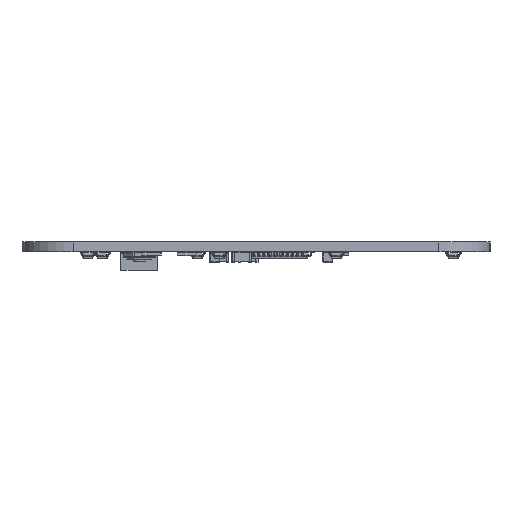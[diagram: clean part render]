
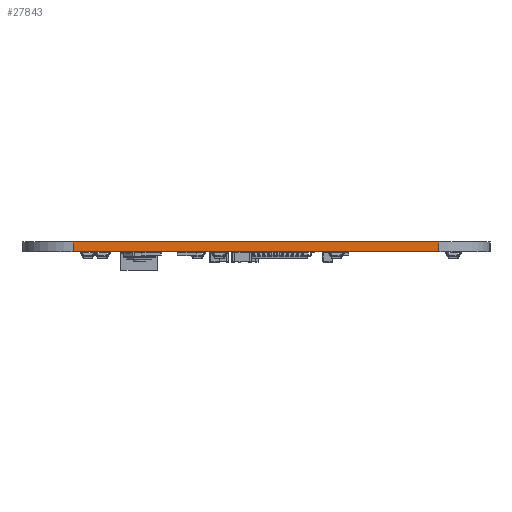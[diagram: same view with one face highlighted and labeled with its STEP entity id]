
A CAD part, left-side view. The second image highlights one B-rep face of the part: STEP entity #27843.
In plain terms, the highlighted planar face has unit normal (-1, 0, 0).
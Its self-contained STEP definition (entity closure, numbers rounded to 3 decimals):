
#4690=FACE_OUTER_BOUND('',#6633,.T.);
#6633=EDGE_LOOP('',(#24795,#24796,#24797,#24798));
#9273=LINE('',#46445,#11921);
#9276=LINE('',#47019,#11924);
#9280=LINE('',#47592,#11928);
#9281=LINE('',#47594,#11929);
#11921=VECTOR('',#36417,1.);
#11924=VECTOR('',#36990,1.);
#11928=VECTOR('',#37566,1.);
#11929=VECTOR('',#37569,1.);
#14058=VERTEX_POINT('',#46442);
#14059=VERTEX_POINT('',#46444);
#14344=VERTEX_POINT('',#47016);
#14345=VERTEX_POINT('',#47018);
#17537=EDGE_CURVE('',#14059,#14058,#9273,.T.);
#17824=EDGE_CURVE('',#14344,#14345,#9276,.T.);
#18111=EDGE_CURVE('',#14058,#14345,#9280,.T.);
#18112=EDGE_CURVE('',#14059,#14344,#9281,.T.);
#24795=ORIENTED_EDGE('',*,*,#18112,.F.);
#24796=ORIENTED_EDGE('',*,*,#17537,.T.);
#24797=ORIENTED_EDGE('',*,*,#18111,.T.);
#24798=ORIENTED_EDGE('',*,*,#17824,.F.);
#26743=PLANE('',#30435);
#27843=ADVANCED_FACE('',(#4690),#26743,.F.);
#30435=AXIS2_PLACEMENT_3D('',#47595,#37570,#37571);
#36417=DIRECTION('',(0.,-1.,0.));
#36990=DIRECTION('',(0.,-1.,0.));
#37566=DIRECTION('',(0.,0.,1.));
#37569=DIRECTION('',(0.,0.,1.));
#37570=DIRECTION('center_axis',(1.,0.,0.));
#37571=DIRECTION('ref_axis',(0.,-1.,0.));
#46442=CARTESIAN_POINT('',(-123.5,-29.688,0.));
#46444=CARTESIAN_POINT('',(-123.5,29.688,0.));
#46445=CARTESIAN_POINT('',(-123.5,29.688,0.));
#47016=CARTESIAN_POINT('',(-123.5,29.688,1.6));
#47018=CARTESIAN_POINT('',(-123.5,-29.688,1.6));
#47019=CARTESIAN_POINT('',(-123.5,29.688,1.6));
#47592=CARTESIAN_POINT('',(-123.5,-29.688,0.));
#47594=CARTESIAN_POINT('',(-123.5,29.688,0.));
#47595=CARTESIAN_POINT('Origin',(-123.5,29.688,0.));
